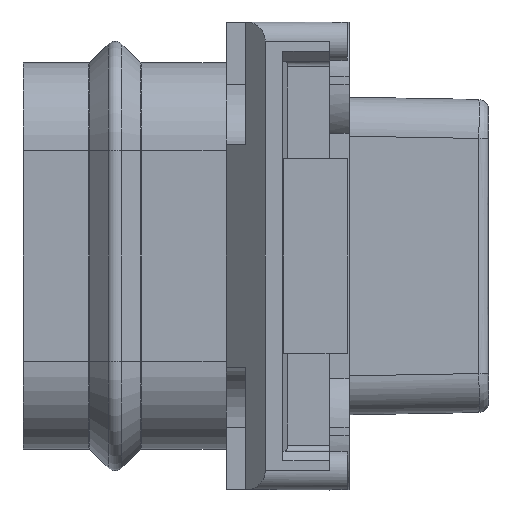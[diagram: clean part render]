
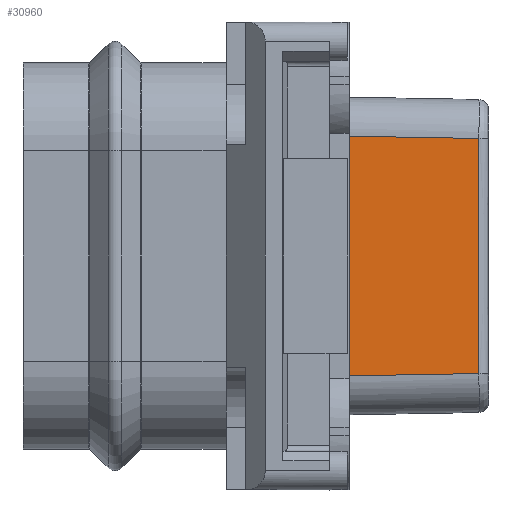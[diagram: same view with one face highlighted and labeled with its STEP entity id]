
A CAD part, left-side view. The second image highlights one B-rep face of the part: STEP entity #30960.
In plain terms, the highlighted face is planar.
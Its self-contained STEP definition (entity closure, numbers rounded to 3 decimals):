
#1090=CARTESIAN_POINT('',(-218.916,236.215,
-0.3));
#1100=VERTEX_POINT('',#1090);
#1130=CARTESIAN_POINT('',(-225.561,236.215,-0.3
));
#1140=DIRECTION('',(-1.,0.,0.));
#1150=VECTOR('',#1140,1.);
#1160=LINE('',#1130,#1150);
#1170=CARTESIAN_POINT('',(-231.205,236.215,
-0.3));
#1180=VERTEX_POINT('',#1170);
#1190=EDGE_CURVE('',#1100,#1180,#1160,.T.);
#30660=CARTESIAN_POINT('',(-225.111,236.159,2.9));
#30670=DIRECTION('',(0.,1.,
0.017));
#30680=DIRECTION('',(0.,0.017,
-1.));
#30690=AXIS2_PLACEMENT_3D('',#30660,#30670,#30680);
#30700=PLANE('',#30690);
#30710=CARTESIAN_POINT('',(-231.325,236.095,
6.581));
#30720=DIRECTION('',(-0.017,-0.017,
1.));
#30730=VECTOR('',#30720,1.);
#30740=LINE('',#30710,#30730);
#30750=CARTESIAN_POINT('',(-231.089,236.331,
-6.959));
#30760=VERTEX_POINT('',#30750);
#30770=EDGE_CURVE('',#30760,#1180,#30740,.T.);
#30780=ORIENTED_EDGE('',*,*,#30770,.F.);
#30790=ORIENTED_EDGE('',*,*,#1190,.T.);
#30800=CARTESIAN_POINT('',(-218.796,236.095,
6.581));
#30810=DIRECTION('',(0.017,-0.017,
1.));
#30820=VECTOR('',#30810,1.);
#30830=LINE('',#30800,#30820);
#30840=CARTESIAN_POINT('',(-219.033,236.331,
-6.959));
#30850=VERTEX_POINT('',#30840);
#30860=EDGE_CURVE('',#30850,#1100,#30830,.T.);
#30870=ORIENTED_EDGE('',*,*,#30860,.T.);
#30880=CARTESIAN_POINT('',(-225.46,236.331,
-6.959));
#30890=DIRECTION('',(1.,0.,0.));
#30900=VECTOR('',#30890,1.);
#30910=LINE('',#30880,#30900);
#30920=EDGE_CURVE('',#30760,#30850,#30910,.T.);
#30930=ORIENTED_EDGE('',*,*,#30920,.T.);
#30940=EDGE_LOOP('',(#30930,#30870,#30790,#30780));
#30950=FACE_OUTER_BOUND('',#30940,.T.);
#30960=ADVANCED_FACE('',(#30950),#30700,.F.);
